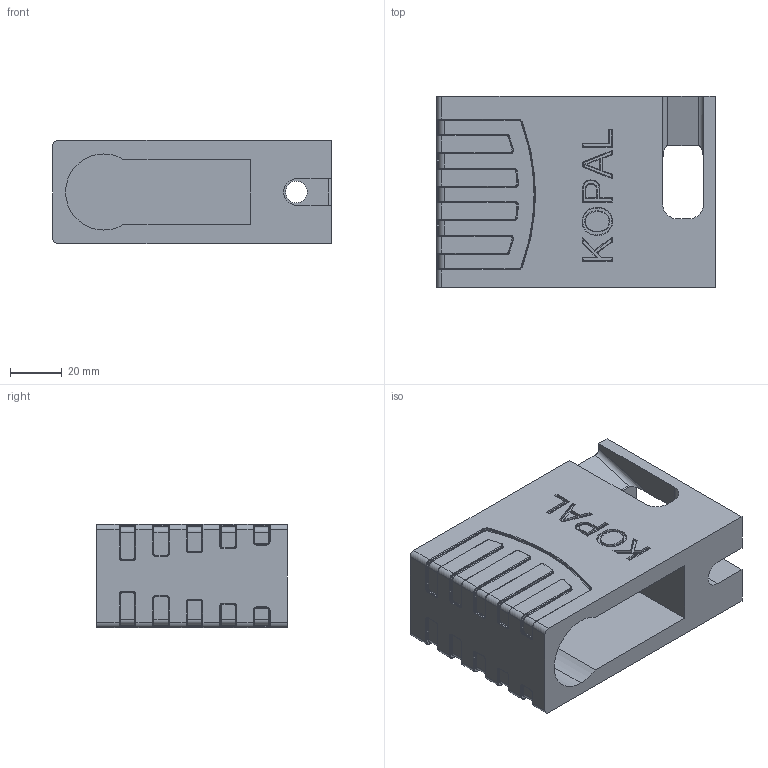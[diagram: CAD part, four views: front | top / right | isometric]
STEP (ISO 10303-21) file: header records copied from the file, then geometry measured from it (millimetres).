
FILE_DESCRIPTION (( 'STEP AP203' ), '1' );
FILE_NAME ('25710 Riser Block.STEP', '2009-03-10T01:41:51', ( 'Guy Thompson II' ), ( '' ), 'SwSTEP 2.0', 'SolidWorks 2008', '' );
FILE_SCHEMA (( 'CONFIG_CONTROL_DESIGN' ));
Length unit declared in the file: millimetre
Products named in the file (1): 25710 Riser Block
Bounding box: 108 x 74 x 40 mm (x, y, z)
Volume: 168947.2 mm3; surface area: 46289.3 mm2
Topology: 1 solids, 1 shells, 665 faces, 1571 edges, 919 vertices
Faces by surface type: cylinder 280, plane 165, torus 150, bspline 64, sphere 4, cone 2
Entity records: 23721 total; most frequent: CARTESIAN_POINT 8730, DIRECTION 3168, ORIENTED_EDGE 3134, EDGE_CURVE 1567, AXIS2_PLACEMENT_3D 1205, VERTEX_POINT 919, VECTOR 758, LINE 758
